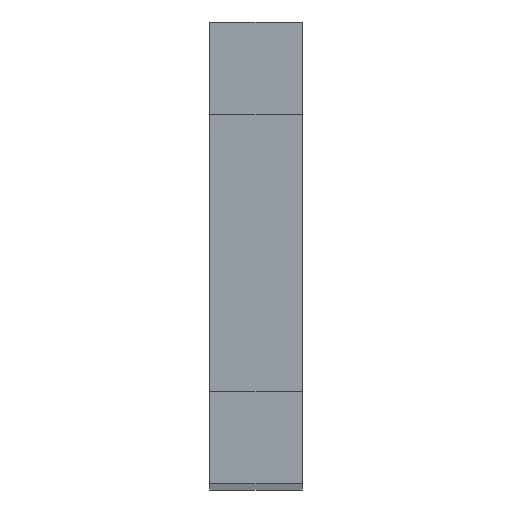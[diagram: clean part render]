
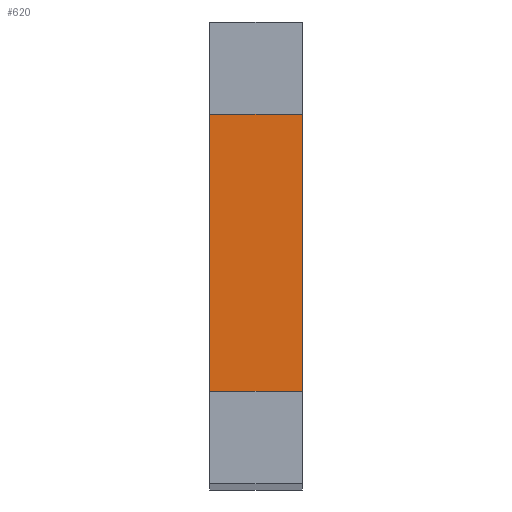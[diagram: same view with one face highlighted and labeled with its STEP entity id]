
A CAD part, top view. The second image highlights one B-rep face of the part: STEP entity #620.
In plain terms, the highlighted planar face has unit normal (0, 0, 1).
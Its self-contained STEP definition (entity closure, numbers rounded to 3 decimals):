
#5 = CARTESIAN_POINT ( 'NONE',  ( 0., 12., 3. ) ) ;
#20 = DIRECTION ( 'NONE',  ( 0., 0., -1. ) ) ;
#22 = CARTESIAN_POINT ( 'NONE',  ( 3., 12., 3. ) ) ;
#34 = VERTEX_POINT ( 'NONE', #590 ) ;
#54 = CARTESIAN_POINT ( 'NONE',  ( 3., 0., 3. ) ) ;
#61 = DIRECTION ( 'NONE',  ( -1., 0., 0. ) ) ;
#62 = AXIS2_PLACEMENT_3D ( 'NONE', #254, #20, #487 ) ;
#72 = FACE_OUTER_BOUND ( 'NONE', #93, .T. ) ;
#93 = EDGE_LOOP ( 'NONE', ( #644, #230, #302, #97 ) ) ;
#97 = ORIENTED_EDGE ( 'NONE', *, *, #534, .T. ) ;
#137 = EDGE_CURVE ( 'NONE', #196, #727, #591, .T. ) ;
#196 = VERTEX_POINT ( 'NONE', #513 ) ;
#230 = ORIENTED_EDGE ( 'NONE', *, *, #137, .F. ) ;
#254 = CARTESIAN_POINT ( 'NONE',  ( 3., 0., 3. ) ) ;
#255 = VECTOR ( 'NONE', #754, 1000. ) ;
#258 = PLANE ( 'NONE',  #62 ) ;
#266 = EDGE_CURVE ( 'NONE', #740, #727, #407, .T. ) ;
#302 = ORIENTED_EDGE ( 'NONE', *, *, #304, .F. ) ;
#304 = EDGE_CURVE ( 'NONE', #34, #196, #580, .T. ) ;
#364 = CARTESIAN_POINT ( 'NONE',  ( 3., 3., 3. ) ) ;
#381 = LINE ( 'NONE', #22, #726 ) ;
#407 = LINE ( 'NONE', #583, #255 ) ;
#487 = DIRECTION ( 'NONE',  ( 0., 1., 0. ) ) ;
#513 = CARTESIAN_POINT ( 'NONE',  ( 3., 3., 3. ) ) ;
#534 = EDGE_CURVE ( 'NONE', #34, #740, #381, .T. ) ;
#556 = VECTOR ( 'NONE', #625, 1000. ) ;
#580 = LINE ( 'NONE', #54, #556 ) ;
#583 = CARTESIAN_POINT ( 'NONE',  ( 0., 0., 3. ) ) ;
#589 = CARTESIAN_POINT ( 'NONE',  ( 0., 3., 3. ) ) ;
#590 = CARTESIAN_POINT ( 'NONE',  ( 3., 12., 3. ) ) ;
#591 = LINE ( 'NONE', #364, #632 ) ;
#604 = DIRECTION ( 'NONE',  ( -1., 0., 0. ) ) ;
#620 = ADVANCED_FACE ( 'NONE', ( #72 ), #258, .F. ) ;
#625 = DIRECTION ( 'NONE',  ( 0., -1., 0. ) ) ;
#632 = VECTOR ( 'NONE', #61, 1000. ) ;
#644 = ORIENTED_EDGE ( 'NONE', *, *, #266, .T. ) ;
#726 = VECTOR ( 'NONE', #604, 1000. ) ;
#727 = VERTEX_POINT ( 'NONE', #589 ) ;
#740 = VERTEX_POINT ( 'NONE', #5 ) ;
#754 = DIRECTION ( 'NONE',  ( 0., -1., 0. ) ) ;
